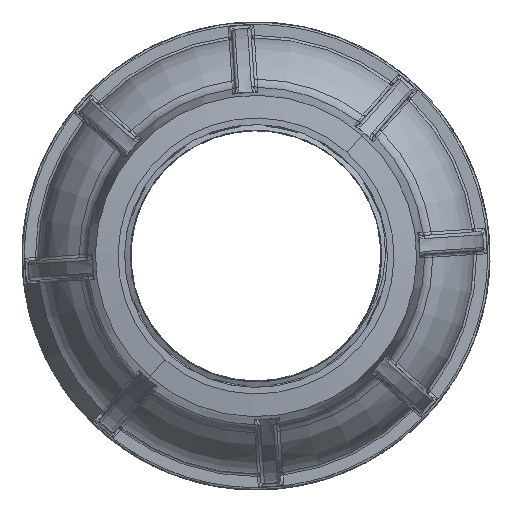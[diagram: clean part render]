
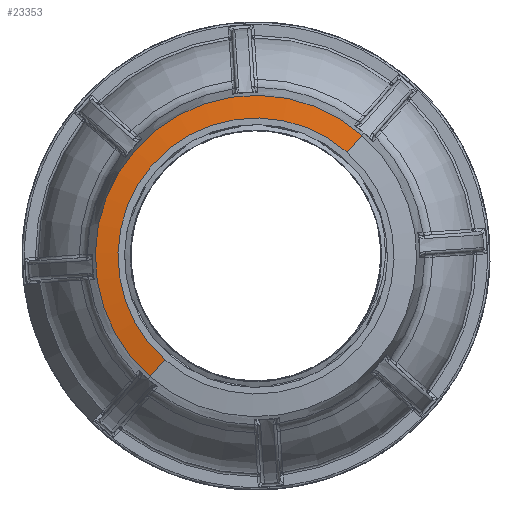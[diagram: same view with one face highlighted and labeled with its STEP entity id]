
A CAD part, left-side view. The second image highlights one B-rep face of the part: STEP entity #23353.
In plain terms, the highlighted conical face has half-angle 82 degrees and reference radius 21.53 mm.
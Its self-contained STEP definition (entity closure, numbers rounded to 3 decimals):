
#1535 = CARTESIAN_POINT ( 'NONE',  ( -62.212, -66.074, 0. ) ) ;
#1536 = DIRECTION ( 'NONE',  ( 1., 0., 0. ) ) ;
#1537 = DIRECTION ( 'NONE',  ( 0., 0.659, -0.752 ) ) ;
#21222 = LINE ( 'NONE', #25671, #23486 ) ;
#21224 = LINE ( 'NONE', #25683, #23489 ) ;
#23353 = ADVANCED_FACE ( 'NONE', ( #69782 ), #27044, .T. ) ;
#23458 = CIRCLE ( 'NONE', #23460, 25.061 ) ;
#23460 = AXIS2_PLACEMENT_3D ( 'NONE', #25359, #25361, #25363 ) ;
#23485 = CIRCLE ( 'NONE', #23487, 21.53 ) ;
#23486 = VECTOR ( 'NONE', #25673, 1000. ) ;
#23487 = AXIS2_PLACEMENT_3D ( 'NONE', #25676, #25678, #25680 ) ;
#23489 = VECTOR ( 'NONE', #25685, 1000. ) ;
#25359 = CARTESIAN_POINT ( 'NONE',  ( -61.716, -66.074, 0. ) ) ;
#25361 = DIRECTION ( 'NONE',  ( 1., 0., 0. ) ) ;
#25363 = DIRECTION ( 'NONE',  ( 0., -0.659, 0.752 ) ) ;
#25671 = CARTESIAN_POINT ( 'NONE',  ( -62.212, -80.272, 16.185 ) ) ;
#25673 = DIRECTION ( 'NONE',  ( 0.139, -0.653, 0.744 ) ) ;
#25676 = CARTESIAN_POINT ( 'NONE',  ( -62.212, -66.074, 0. ) ) ;
#25678 = DIRECTION ( 'NONE',  ( -1., 0., 0. ) ) ;
#25680 = DIRECTION ( 'NONE',  ( 0., 0.659, -0.752 ) ) ;
#25683 = CARTESIAN_POINT ( 'NONE',  ( -62.212, -51.876, -16.185 ) ) ;
#25685 = DIRECTION ( 'NONE',  ( 0.139, 0.653, -0.744 ) ) ;
#27040 = AXIS2_PLACEMENT_3D ( 'NONE', #1535, #1536, #1537 ) ;
#27044 = CONICAL_SURFACE ( 'NONE', #27040, 21.53, 1.431 ) ;
#32160 = EDGE_CURVE ( 'NONE', #64099, #64096, #23458, .T. ) ;
#32190 = EDGE_CURVE ( 'NONE', #64014, #64096, #21222, .T. ) ;
#32191 = EDGE_CURVE ( 'NONE', #64014, #64011, #23485, .T. ) ;
#32192 = EDGE_CURVE ( 'NONE', #64011, #64099, #21224, .T. ) ;
#45913 = EDGE_LOOP ( 'NONE', ( #62219, #62222, #62220, #62224 ) ) ;
#61569 = CARTESIAN_POINT ( 'NONE',  ( -62.212, -51.876, -16.185 ) ) ;
#61570 = CARTESIAN_POINT ( 'NONE',  ( -62.212, -80.272, 16.185 ) ) ;
#61600 = CARTESIAN_POINT ( 'NONE',  ( -61.716, -82.601, 18.839 ) ) ;
#61601 = CARTESIAN_POINT ( 'NONE',  ( -61.716, -49.547, -18.839 ) ) ;
#62219 = ORIENTED_EDGE ( 'NONE', *, *, #32191, .F. ) ;
#62220 = ORIENTED_EDGE ( 'NONE', *, *, #32160, .F. ) ;
#62222 = ORIENTED_EDGE ( 'NONE', *, *, #32190, .T. ) ;
#62224 = ORIENTED_EDGE ( 'NONE', *, *, #32192, .F. ) ;
#64011 = VERTEX_POINT ( 'NONE', #61569 ) ;
#64014 = VERTEX_POINT ( 'NONE', #61570 ) ;
#64096 = VERTEX_POINT ( 'NONE', #61600 ) ;
#64099 = VERTEX_POINT ( 'NONE', #61601 ) ;
#69782 = FACE_OUTER_BOUND ( 'NONE', #45913, .T. ) ;
